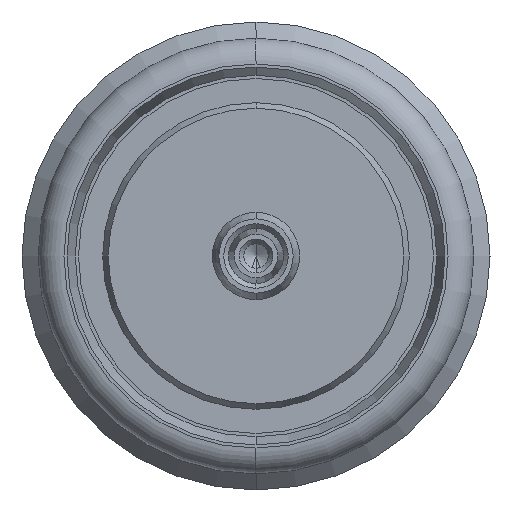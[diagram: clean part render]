
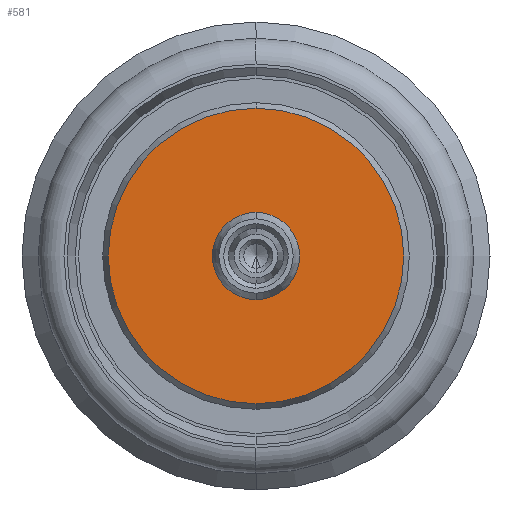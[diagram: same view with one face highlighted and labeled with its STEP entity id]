
A CAD part, left-side view. The second image highlights one B-rep face of the part: STEP entity #581.
In plain terms, the highlighted planar face has unit normal (-1, 0, 0).
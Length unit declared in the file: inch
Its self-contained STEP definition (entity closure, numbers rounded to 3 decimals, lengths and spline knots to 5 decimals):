
#178 = DIRECTION ( 'NONE',  ( 0., 0., 1. ) ) ;
#242 = DIRECTION ( 'NONE',  ( 0., 0., 1. ) ) ;
#286 = EDGE_LOOP ( 'NONE', ( #2240, #2975 ) ) ;
#581 = ADVANCED_FACE ( 'NONE', ( #2577, #1320 ), #3522, .T. ) ;
#739 = CARTESIAN_POINT ( 'NONE',  ( -0.97186, 0., 0. ) ) ;
#798 = ORIENTED_EDGE ( 'NONE', *, *, #876, .T. ) ;
#876 = EDGE_CURVE ( 'NONE', #4710, #4565, #4138, .T. ) ;
#889 = CARTESIAN_POINT ( 'NONE',  ( -0.97186, 0., 0. ) ) ;
#1162 = DIRECTION ( 'NONE',  ( -1., 0., 0. ) ) ;
#1320 = FACE_BOUND ( 'NONE', #286, .T. ) ;
#1434 = ORIENTED_EDGE ( 'NONE', *, *, #4363, .T. ) ;
#1561 = CIRCLE ( 'NONE', #2339, 0.05315 ) ;
#1936 = CARTESIAN_POINT ( 'NONE',  ( -0.97186, 0., -0.18019 ) ) ;
#2022 = DIRECTION ( 'NONE',  ( -1., 0., 0. ) ) ;
#2067 = CARTESIAN_POINT ( 'NONE',  ( -0.97186, 0., 0.05315 ) ) ;
#2115 = CARTESIAN_POINT ( 'NONE',  ( -0.97186, 0., -0.05315 ) ) ;
#2144 = DIRECTION ( 'NONE',  ( 0., 0., 1. ) ) ;
#2240 = ORIENTED_EDGE ( 'NONE', *, *, #2391, .F. ) ;
#2322 = VERTEX_POINT ( 'NONE', #2067 ) ;
#2339 = AXIS2_PLACEMENT_3D ( 'NONE', #889, #2022, #178 ) ;
#2391 = EDGE_CURVE ( 'NONE', #2322, #4775, #4504, .T. ) ;
#2554 = CIRCLE ( 'NONE', #2601, 0.18019 ) ;
#2577 = FACE_OUTER_BOUND ( 'NONE', #4771, .T. ) ;
#2601 = AXIS2_PLACEMENT_3D ( 'NONE', #739, #3348, #3370 ) ;
#2644 = AXIS2_PLACEMENT_3D ( 'NONE', #3459, #1162, #4654 ) ;
#2924 = AXIS2_PLACEMENT_3D ( 'NONE', #4057, #4494, #242 ) ;
#2975 = ORIENTED_EDGE ( 'NONE', *, *, #4052, .F. ) ;
#3172 = CARTESIAN_POINT ( 'NONE',  ( -0.97186, 0., 0.18019 ) ) ;
#3327 = CARTESIAN_POINT ( 'NONE',  ( -0.97186, 0., -0.07916 ) ) ;
#3348 = DIRECTION ( 'NONE',  ( -1., 0., 0. ) ) ;
#3370 = DIRECTION ( 'NONE',  ( 0., 0., 1. ) ) ;
#3411 = AXIS2_PLACEMENT_3D ( 'NONE', #3327, #4044, #2144 ) ;
#3459 = CARTESIAN_POINT ( 'NONE',  ( -0.97186, 0., 0. ) ) ;
#3522 = PLANE ( 'NONE',  #3411 ) ;
#4044 = DIRECTION ( 'NONE',  ( -1., 0., 0. ) ) ;
#4052 = EDGE_CURVE ( 'NONE', #4775, #2322, #1561, .T. ) ;
#4057 = CARTESIAN_POINT ( 'NONE',  ( -0.97186, 0., 0. ) ) ;
#4138 = CIRCLE ( 'NONE', #2644, 0.18019 ) ;
#4363 = EDGE_CURVE ( 'NONE', #4565, #4710, #2554, .T. ) ;
#4494 = DIRECTION ( 'NONE',  ( -1., 0., 0. ) ) ;
#4504 = CIRCLE ( 'NONE', #2924, 0.05315 ) ;
#4565 = VERTEX_POINT ( 'NONE', #1936 ) ;
#4654 = DIRECTION ( 'NONE',  ( 0., 0., 1. ) ) ;
#4710 = VERTEX_POINT ( 'NONE', #3172 ) ;
#4771 = EDGE_LOOP ( 'NONE', ( #1434, #798 ) ) ;
#4775 = VERTEX_POINT ( 'NONE', #2115 ) ;
